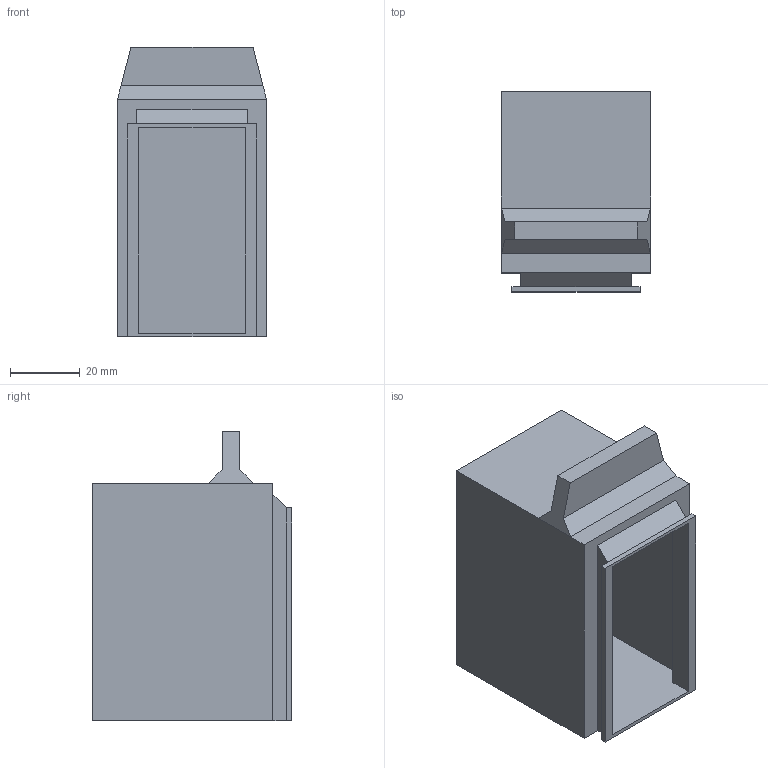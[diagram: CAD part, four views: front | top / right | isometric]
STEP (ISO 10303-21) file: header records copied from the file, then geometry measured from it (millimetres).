
FILE_DESCRIPTION(/* description */ ('','CAx-IF Rec.Pracs.---Representation and Presentation of Product Manufacturing Information (PMI)---4.0---2014-10-13'),/* implementation_level */ '2;1');
FILE_NAME(/* name */ 'Zero G Mercury One.1 Nozzle Wiper Poop Chute v4.step',/* time_stamp */ '2024-12-09T17:18:27-06:00',/* author */ (''),/* organization */ (''),/* preprocessor_version */ 'ST-DEVELOPER v20',/* originating_system */ 'Autodesk Translation Framework v13.20.0.188',/* authorisation */ '');
FILE_SCHEMA (('AP242_MANAGED_MODEL_BASED_3D_ENGINEERING_MIM_LF { 1 0 10303 442 1 1 4 }'));
Length unit declared in the file: millimetre
Products named in the file (1): Zero G Mercury One.1 Nozzle Wiper + Poop Chute
Bounding box: 42.7 x 57.3 x 83 mm (x, y, z)
Volume: 28811.9 mm3; surface area: 32834.5 mm2
Topology: 1 solids, 1 shells, 32 faces, 81 edges, 52 vertices
Faces by surface type: plane 32
Entity records: 970 total; most frequent: CARTESIAN_POINT 166, ORIENTED_EDGE 162, DIRECTION 147, LINE 81, VECTOR 81, EDGE_CURVE 81, VERTEX_POINT 52, EDGE_LOOP 33
